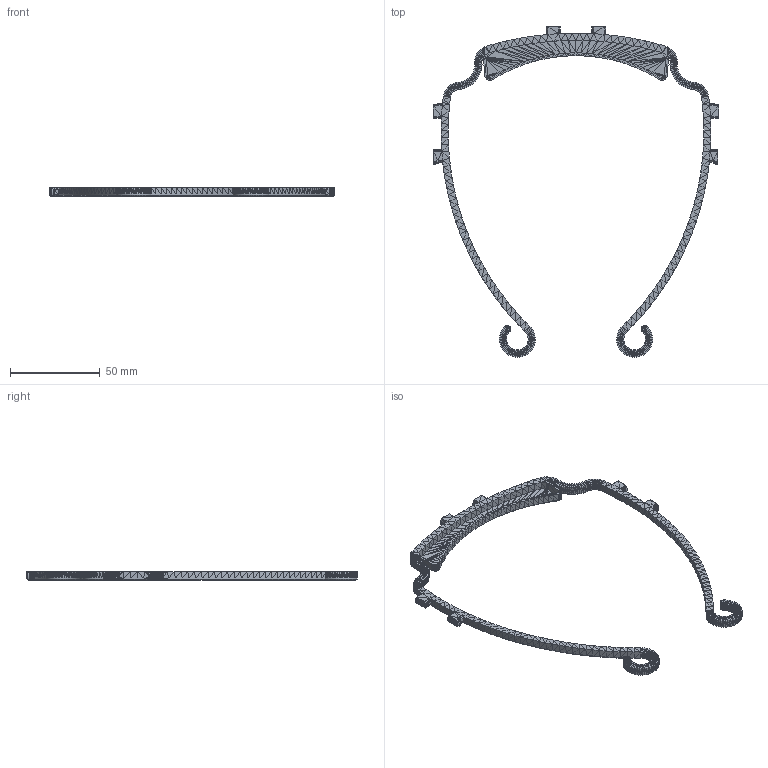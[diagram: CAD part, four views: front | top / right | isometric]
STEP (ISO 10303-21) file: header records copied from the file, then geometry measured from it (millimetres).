
FILE_DESCRIPTION(('CAx-IF Rec.Pracs.---Model Styling and Organization---1.5---2016-08-15','CAx-IF Rec.Pracs.---Geometric and Assembly Validation Properties---4.4---2016-08-17','CAx-IF Rec.Pracs.---User Defined Attributes---1.5---2016-08-15','CAx-IF Rec.Pracs.---External References---2.1---2005-01-19'),'2;1');
FILE_NAME('Visor_Frame_NORTH_AMERICA_LETTER_v3.stp','2020-03-30T16:51:17',('Unspecified'),('Unspecified'),'CAD Exchanger 3.7.1 (cadexchanger.com)','Unspecified','');
FILE_SCHEMA(('AUTOMOTIVE_DESIGN { 1 0 10303 214 1 1 1 1 }'));
Length unit declared in the file: millimetre
Bounding box: 158.54 x 183.62 x 5 mm (x, y, z)
Surface area: 13210.7 mm2 (no closed solid volume)
Topology: 0 solids, 4700 shells, 4700 faces, 14100 edges, 14100 vertices
Faces by surface type: plane 4700
Entity records: 51714 total; most frequent: CARTESIAN_POINT 18800, DIRECTION 9400, FACE_SURFACE 4700, FACE_OUTER_BOUND 4700, POLY_LOOP 4700, PLANE 4700, AXIS2_PLACEMENT_3D 4700, APPLICATION_CONTEXT 1
